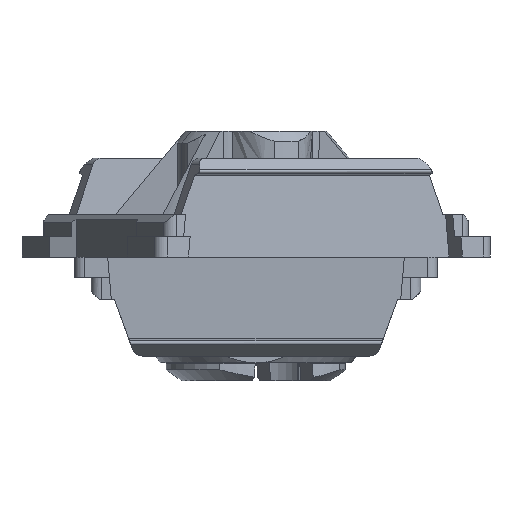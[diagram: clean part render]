
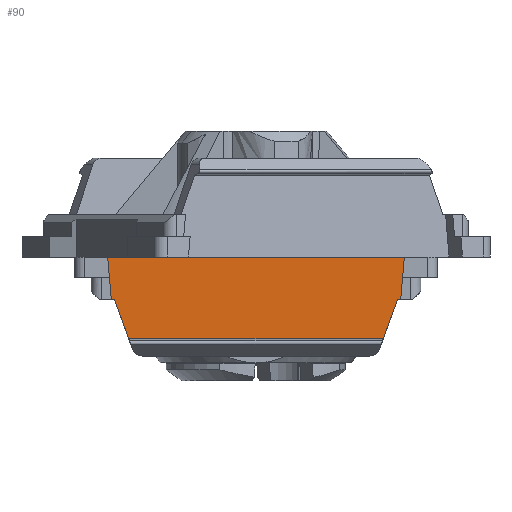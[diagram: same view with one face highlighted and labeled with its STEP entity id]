
A CAD part, front view. The second image highlights one B-rep face of the part: STEP entity #90.
In plain terms, the highlighted planar face has unit normal (0, -1, 0).
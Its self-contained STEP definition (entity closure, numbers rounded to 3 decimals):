
#90 = ADVANCED_FACE ( 'NONE', ( #4835 ), #563, .F. ) ;
#484 = VERTEX_POINT ( 'NONE', #9700 ) ;
#563 = PLANE ( 'NONE',  #1024 ) ;
#783 = EDGE_CURVE ( 'NONE', #1813, #3122, #4760, .T. ) ;
#1014 = LINE ( 'NONE', #1122, #5913 ) ;
#1024 = AXIS2_PLACEMENT_3D ( 'NONE', #5596, #9009, #5646 ) ;
#1112 = VECTOR ( 'NONE', #6374, 1000. ) ;
#1122 = CARTESIAN_POINT ( 'NONE',  ( -5.502, -7.25, -6.278 ) ) ;
#1362 = ORIENTED_EDGE ( 'NONE', *, *, #7939, .T. ) ;
#1813 = VERTEX_POINT ( 'NONE', #10392 ) ;
#1953 = DIRECTION ( 'NONE',  ( -1., 0., 0. ) ) ;
#2179 = CARTESIAN_POINT ( 'NONE',  ( 7.284, -7.25, -0.85 ) ) ;
#2265 = CARTESIAN_POINT ( 'NONE',  ( 7.023, -7.25, -2.1 ) ) ;
#2274 = ORIENTED_EDGE ( 'NONE', *, *, #8185, .T. ) ;
#2879 = ORIENTED_EDGE ( 'NONE', *, *, #9431, .T. ) ;
#3122 = VERTEX_POINT ( 'NONE', #5077 ) ;
#3228 = EDGE_CURVE ( 'NONE', #7784, #9691, #6872, .T. ) ;
#3358 = EDGE_CURVE ( 'NONE', #8140, #484, #5558, .T. ) ;
#3486 = CARTESIAN_POINT ( 'NONE',  ( -7.148, -7.25, -2.413 ) ) ;
#3792 = ORIENTED_EDGE ( 'NONE', *, *, #3358, .F. ) ;
#4258 = CARTESIAN_POINT ( 'NONE',  ( 9., -7.25, -2.1 ) ) ;
#4376 = CARTESIAN_POINT ( 'NONE',  ( -7.359, -7.25, 0. ) ) ;
#4691 = CARTESIAN_POINT ( 'NONE',  ( 9., -7.25, -4.05 ) ) ;
#4714 = VECTOR ( 'NONE', #1953, 1000. ) ;
#4760 = LINE ( 'NONE', #2179, #8065 ) ;
#4810 = ORIENTED_EDGE ( 'NONE', *, *, #10397, .T. ) ;
#4835 = FACE_OUTER_BOUND ( 'NONE', #4942, .T. ) ;
#4942 = EDGE_LOOP ( 'NONE', ( #7671, #8068, #2274, #3792, #2879, #4810, #8456, #1362 ) ) ;
#5077 = CARTESIAN_POINT ( 'NONE',  ( 7.359, -7.25, 0. ) ) ;
#5273 = DIRECTION ( 'NONE',  ( 0.342, 0., -0.94 ) ) ;
#5558 = LINE ( 'NONE', #4691, #7884 ) ;
#5596 = CARTESIAN_POINT ( 'NONE',  ( 9., -7.25, -1. ) ) ;
#5604 = CARTESIAN_POINT ( 'NONE',  ( -7.175, -7.25, -2.1 ) ) ;
#5646 = DIRECTION ( 'NONE',  ( 0., 0., 1. ) ) ;
#5913 = VECTOR ( 'NONE', #5273, 1000. ) ;
#6374 = DIRECTION ( 'NONE',  ( 1., 0., 0. ) ) ;
#6656 = VERTEX_POINT ( 'NONE', #2265 ) ;
#6718 = CARTESIAN_POINT ( 'NONE',  ( -7.023, -7.25, -2.1 ) ) ;
#6836 = LINE ( 'NONE', #4258, #6942 ) ;
#6854 = VERTEX_POINT ( 'NONE', #6718 ) ;
#6872 = LINE ( 'NONE', #3486, #7029 ) ;
#6942 = VECTOR ( 'NONE', #8377, 1000. ) ;
#7029 = VECTOR ( 'NONE', #9118, 1000. ) ;
#7172 = DIRECTION ( 'NONE',  ( -1., 0., 0. ) ) ;
#7281 = DIRECTION ( 'NONE',  ( 0.087, 0., 0.996 ) ) ;
#7517 = CARTESIAN_POINT ( 'NONE',  ( 6.313, -7.25, -4.05 ) ) ;
#7671 = ORIENTED_EDGE ( 'NONE', *, *, #3228, .T. ) ;
#7784 = VERTEX_POINT ( 'NONE', #4376 ) ;
#7884 = VECTOR ( 'NONE', #7172, 1000. ) ;
#7939 = EDGE_CURVE ( 'NONE', #3122, #7784, #9416, .T. ) ;
#8065 = VECTOR ( 'NONE', #7281, 1000. ) ;
#8068 = ORIENTED_EDGE ( 'NONE', *, *, #9442, .T. ) ;
#8140 = VERTEX_POINT ( 'NONE', #7517 ) ;
#8185 = EDGE_CURVE ( 'NONE', #6854, #484, #1014, .T. ) ;
#8225 = LINE ( 'NONE', #9885, #10179 ) ;
#8377 = DIRECTION ( 'NONE',  ( 1., 0., 0. ) ) ;
#8456 = ORIENTED_EDGE ( 'NONE', *, *, #783, .T. ) ;
#8829 = CARTESIAN_POINT ( 'NONE',  ( 9., -7.25, -2.1 ) ) ;
#9009 = DIRECTION ( 'NONE',  ( 0., 1., 0. ) ) ;
#9118 = DIRECTION ( 'NONE',  ( 0.087, 0., -0.996 ) ) ;
#9133 = DIRECTION ( 'NONE',  ( 0.342, 0., 0.94 ) ) ;
#9416 = LINE ( 'NONE', #9471, #4714 ) ;
#9431 = EDGE_CURVE ( 'NONE', #8140, #6656, #8225, .T. ) ;
#9442 = EDGE_CURVE ( 'NONE', #9691, #6854, #6836, .T. ) ;
#9471 = CARTESIAN_POINT ( 'NONE',  ( 7.175, -7.25, 0. ) ) ;
#9691 = VERTEX_POINT ( 'NONE', #5604 ) ;
#9700 = CARTESIAN_POINT ( 'NONE',  ( -6.313, -7.25, -4.05 ) ) ;
#9885 = CARTESIAN_POINT ( 'NONE',  ( 7.608, -7.25, -0.493 ) ) ;
#10179 = VECTOR ( 'NONE', #9133, 1000. ) ;
#10392 = CARTESIAN_POINT ( 'NONE',  ( 7.175, -7.25, -2.1 ) ) ;
#10397 = EDGE_CURVE ( 'NONE', #6656, #1813, #10495, .T. ) ;
#10495 = LINE ( 'NONE', #8829, #1112 ) ;
